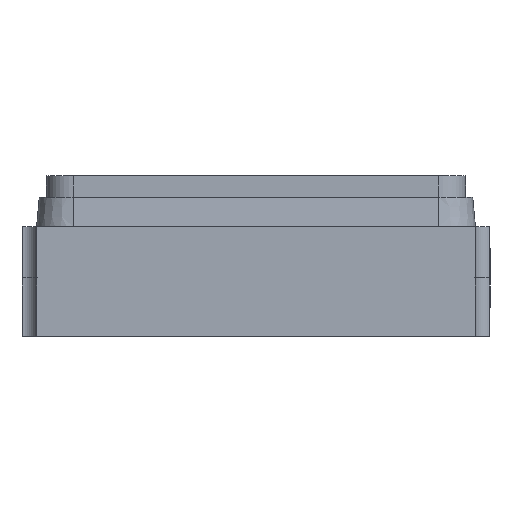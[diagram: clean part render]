
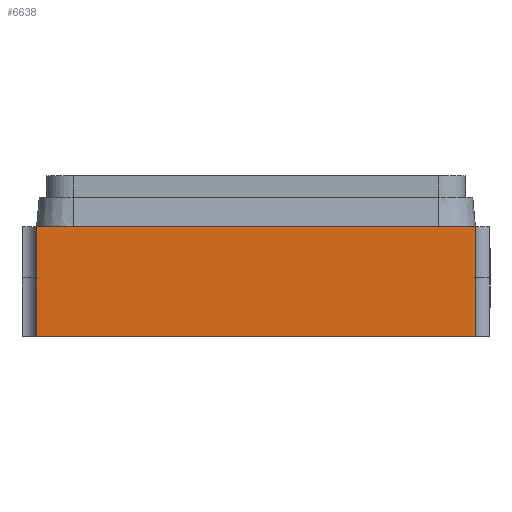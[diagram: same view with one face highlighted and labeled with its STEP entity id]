
A CAD part, front view. The second image highlights one B-rep face of the part: STEP entity #6638.
In plain terms, the highlighted planar face has unit normal (0, -1, 0).
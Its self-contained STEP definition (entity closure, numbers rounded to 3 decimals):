
#835=ORIENTED_EDGE('',*,*,#2201,.T.);
#836=ORIENTED_EDGE('',*,*,#1977,.F.);
#837=ORIENTED_EDGE('',*,*,#2202,.F.);
#838=ORIENTED_EDGE('',*,*,#2203,.F.);
#839=ORIENTED_EDGE('',*,*,#2204,.T.);
#840=ORIENTED_EDGE('',*,*,#2123,.T.);
#1977=EDGE_CURVE('',#2736,#2735,#3251,.T.);
#2123=EDGE_CURVE('',#2841,#2840,#3368,.T.);
#2201=EDGE_CURVE('',#2840,#2735,#3410,.T.);
#2202=EDGE_CURVE('',#2881,#2736,#3411,.T.);
#2203=EDGE_CURVE('',#2882,#2881,#3412,.T.);
#2204=EDGE_CURVE('',#2882,#2841,#3413,.T.);
#2735=VERTEX_POINT('',#8582);
#2736=VERTEX_POINT('',#8584);
#2840=VERTEX_POINT('',#8928);
#2841=VERTEX_POINT('',#8930);
#2881=VERTEX_POINT('',#9153);
#2882=VERTEX_POINT('',#9155);
#3251=LINE('',#8585,#3748);
#3368=LINE('',#8929,#3865);
#3410=LINE('',#9151,#3907);
#3411=LINE('',#9152,#3908);
#3412=LINE('',#9154,#3909);
#3413=LINE('',#9156,#3910);
#3748=VECTOR('',#7313,1000.);
#3865=VECTOR('',#7540,1000.);
#3907=VECTOR('',#7662,1000.);
#3908=VECTOR('',#7663,1000.);
#3909=VECTOR('',#7664,1000.);
#3910=VECTOR('',#7665,1000.);
#4287=EDGE_LOOP('',(#835,#836,#837,#838,#839,#840));
#4608=FACE_BOUND('',#4287,.T.);
#4917=PLANE('',#6982);
#6638=ADVANCED_FACE('',(#4608),#4917,.F.);
#6982=AXIS2_PLACEMENT_3D('',#9150,#7660,#7661);
#7313=DIRECTION('',(0.,0.,-1.));
#7540=DIRECTION('',(0.,0.,-1.));
#7660=DIRECTION('',(0.,1.,0.));
#7661=DIRECTION('',(0.,0.,1.));
#7662=DIRECTION('',(1.,0.,0.));
#7663=DIRECTION('',(0.,0.,-1.));
#7664=DIRECTION('',(1.,0.,0.));
#7665=DIRECTION('',(0.,0.,-1.));
#8582=CARTESIAN_POINT('',(1.5,-1.25,0.));
#8584=CARTESIAN_POINT('',(1.5,-1.25,0.4));
#8585=CARTESIAN_POINT('',(1.5,-1.25,0.75));
#8928=CARTESIAN_POINT('',(-1.5,-1.25,0.));
#8929=CARTESIAN_POINT('',(-1.5,-1.25,0.75));
#8930=CARTESIAN_POINT('',(-1.5,-1.25,0.4));
#9150=CARTESIAN_POINT('',(-1.5,-1.25,0.75));
#9151=CARTESIAN_POINT('',(-1.5,-1.25,0.));
#9152=CARTESIAN_POINT('',(1.5,-1.25,0.75));
#9153=CARTESIAN_POINT('',(1.5,-1.25,0.75));
#9154=CARTESIAN_POINT('',(-1.5,-1.25,0.75));
#9155=CARTESIAN_POINT('',(-1.5,-1.25,0.75));
#9156=CARTESIAN_POINT('',(-1.5,-1.25,0.75));
